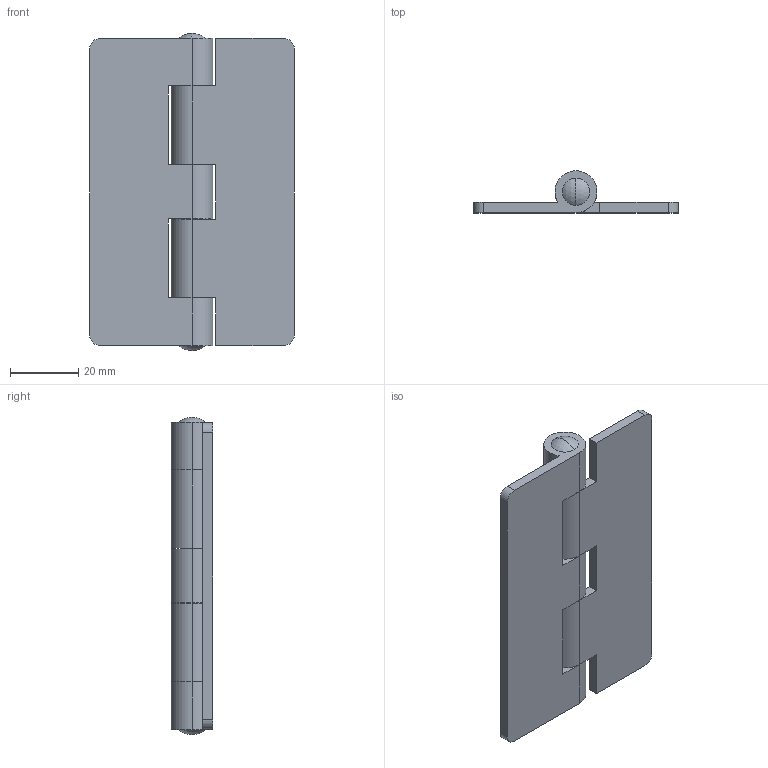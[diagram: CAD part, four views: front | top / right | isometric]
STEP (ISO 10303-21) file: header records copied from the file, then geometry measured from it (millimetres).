
FILE_DESCRIPTION (( 'STEP AP203' ), '1' );
FILE_NAME ('B-1078-5.STEP', '2022-06-06T05:24:10', ( '' ), ( '' ), 'SwSTEP 2.0', 'SolidWorks 2021', '' );
FILE_SCHEMA (( 'CONFIG_CONTROL_DESIGN' ));
Length unit declared in the file: millimetre
Products named in the file (4): B-1078-5; B-1078-3,4,5,13,14,15僸儞僕B__B-1078-5; B-1078-3,4,5,13,14,15僸儞僕A__B-1078-5; B-1078-3,4,5,13,14,15僔儍僼僩__B-1078-5,15
Assembly tree (3 placements, depth 2):
  B-1078-5
    B-1078-3,4,5,13,14,15僔儍僼僩__B-1078-5,15
    B-1078-3,4,5,13,14,15僸儞僕A__B-1078-5
    B-1078-3,4,5,13,14,15僸儞僕B__B-1078-5
Bounding box: 60 x 12.3 x 93 mm (x, y, z)
Volume: 23769.9 mm3; surface area: 17624.8 mm2
Topology: 3 solids, 3 shells, 60 faces, 158 edges, 106 vertices
Faces by surface type: cylinder 31, plane 25, sphere 4
Entity records: 2322 total; most frequent: DIRECTION 360, CARTESIAN_POINT 330, ORIENTED_EDGE 316, EDGE_CURVE 158, AXIS2_PLACEMENT_3D 136, VERTEX_POINT 106, VECTOR 88, LINE 88
